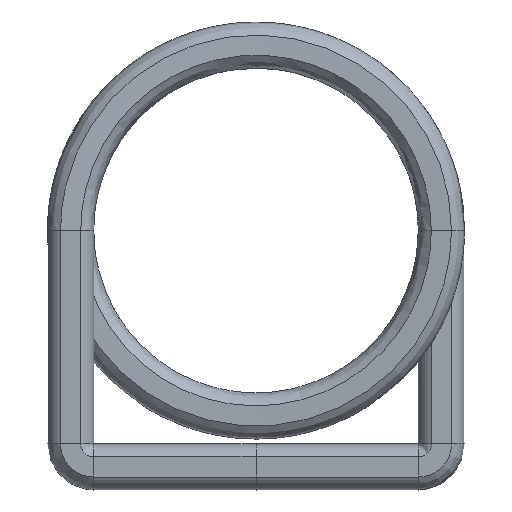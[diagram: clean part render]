
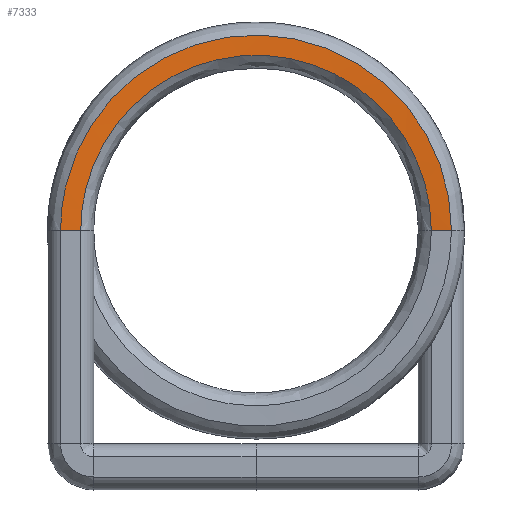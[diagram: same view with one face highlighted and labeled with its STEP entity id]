
A CAD part, left-side view. The second image highlights one B-rep face of the part: STEP entity #7333.
In plain terms, the highlighted free-form (B-spline) face has degree [1, 8] with [2, 15] control points.
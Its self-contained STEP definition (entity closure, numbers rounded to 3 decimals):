
#6457 = VERTEX_POINT('',#6458);
#6458 = CARTESIAN_POINT('',(-2.623,-2.109,
    2.8));
#6726 = VERTEX_POINT('',#6727);
#6727 = CARTESIAN_POINT('',(-2.623,-1.891,
    2.8));
#6751 = EDGE_CURVE('',#6457,#6726,#6752,.T.);
#6752 = B_SPLINE_CURVE_WITH_KNOTS('',1,(#6753,#6754),.UNSPECIFIED.,.F.,
  .F.,(2,2),(0.,0.218),.PIECEWISE_BEZIER_KNOTS.);
#6753 = CARTESIAN_POINT('',(-2.623,-2.109,
    2.8));
#6754 = CARTESIAN_POINT('',(-2.623,-1.891,
    2.8));
#7148 = EDGE_CURVE('',#6457,#7149,#7151,.T.);
#7149 = VERTEX_POINT('',#7150);
#7150 = CARTESIAN_POINT('',(-2.875,2.109,
    2.8));
#7151 = ( BOUNDED_CURVE() B_SPLINE_CURVE(9,(#7152,#7153,#7154,#7155,
    #7156,#7157,#7158,#7159,#7160,#7161,#7162,#7163,#7164,#7165,#7166,
#7167,#7168),.UNSPECIFIED.,.F.,.F.) B_SPLINE_CURVE_WITH_KNOTS((10,7,10),
(0.,1.576,3.152),.UNSPECIFIED.) CURVE() 
GEOMETRIC_REPRESENTATION_ITEM() RATIONAL_B_SPLINE_CURVE((1.065,
    1.065,1.065,1.065,1.065,
    1.065,1.065,1.065,1.065,
    1.065,1.065,1.065,1.065,
    1.065,1.065,1.065,1.065)) 
REPRESENTATION_ITEM('') );
#7152 = CARTESIAN_POINT('',(-2.623,-2.109,
    2.8));
#7153 = CARTESIAN_POINT('',(-2.637,-2.109,
    3.168));
#7154 = CARTESIAN_POINT('',(-2.651,-2.037,
    3.536));
#7155 = CARTESIAN_POINT('',(-2.665,-1.892,
    3.888));
#7156 = CARTESIAN_POINT('',(-2.679,-1.68,
    4.207));
#7157 = CARTESIAN_POINT('',(-2.693,-1.407,
    4.48));
#7158 = CARTESIAN_POINT('',(-2.707,-1.088,
    4.692));
#7159 = CARTESIAN_POINT('',(-2.721,-0.736,
    4.837));
#7160 = CARTESIAN_POINT('',(-2.749,0.,
    4.981));
#7161 = CARTESIAN_POINT('',(-2.777,0.736,4.837
    ));
#7162 = CARTESIAN_POINT('',(-2.791,1.088,4.692)
  );
#7163 = CARTESIAN_POINT('',(-2.805,1.407,
    4.48));
#7164 = CARTESIAN_POINT('',(-2.819,1.68,
    4.207));
#7165 = CARTESIAN_POINT('',(-2.833,1.892,
    3.888));
#7166 = CARTESIAN_POINT('',(-2.847,2.037,
    3.536));
#7167 = CARTESIAN_POINT('',(-2.861,2.109,3.168
    ));
#7168 = CARTESIAN_POINT('',(-2.875,2.109,
    2.8));
#7304 = EDGE_CURVE('',#7149,#7305,#7307,.T.);
#7305 = VERTEX_POINT('',#7306);
#7306 = CARTESIAN_POINT('',(-2.875,1.891,
    2.8));
#7307 = B_SPLINE_CURVE_WITH_KNOTS('',1,(#7308,#7309),.UNSPECIFIED.,.F.,
  .F.,(2,2),(0.,0.218),.PIECEWISE_BEZIER_KNOTS.);
#7308 = CARTESIAN_POINT('',(-2.875,2.109,
    2.8));
#7309 = CARTESIAN_POINT('',(-2.875,1.891,
    2.8));
#7333 = ADVANCED_FACE('',(#7334),#7357,.F.);
#7334 = FACE_BOUND('',#7335,.F.);
#7335 = EDGE_LOOP('',(#7336,#7337,#7338,#7356));
#7336 = ORIENTED_EDGE('',*,*,#7148,.F.);
#7337 = ORIENTED_EDGE('',*,*,#6751,.T.);
#7338 = ORIENTED_EDGE('',*,*,#7339,.T.);
#7339 = EDGE_CURVE('',#6726,#7305,#7340,.T.);
#7340 = B_SPLINE_CURVE_WITH_KNOTS('',8,(#7341,#7342,#7343,#7344,#7345,
    #7346,#7347,#7348,#7349,#7350,#7351,#7352,#7353,#7354,#7355),
  .UNSPECIFIED.,.F.,.F.,(9,6,9),(0.,1.576,3.152),
  .UNSPECIFIED.);
#7341 = CARTESIAN_POINT('',(-2.623,-1.891,
    2.8));
#7342 = CARTESIAN_POINT('',(-2.638,-1.891,
    3.171));
#7343 = CARTESIAN_POINT('',(-2.654,-1.808,
    3.543));
#7344 = CARTESIAN_POINT('',(-2.67,-1.641,
    3.892));
#7345 = CARTESIAN_POINT('',(-2.686,-1.398,
    4.198));
#7346 = CARTESIAN_POINT('',(-2.701,-1.092,
    4.441));
#7347 = CARTESIAN_POINT('',(-2.717,-0.743,
    4.608));
#7348 = CARTESIAN_POINT('',(-2.749,0.,
    4.774));
#7349 = CARTESIAN_POINT('',(-2.78,0.743,
    4.608));
#7350 = CARTESIAN_POINT('',(-2.796,1.092,
    4.441));
#7351 = CARTESIAN_POINT('',(-2.812,1.398,
    4.198));
#7352 = CARTESIAN_POINT('',(-2.828,1.641,
    3.892));
#7353 = CARTESIAN_POINT('',(-2.843,1.808,3.543)
  );
#7354 = CARTESIAN_POINT('',(-2.859,1.891,
    3.171));
#7355 = CARTESIAN_POINT('',(-2.875,1.891,
    2.8));
#7356 = ORIENTED_EDGE('',*,*,#7304,.F.);
#7357 = B_SPLINE_SURFACE_WITH_KNOTS('',1,8,(
    (#7358,#7359,#7360,#7361,#7362,#7363,#7364,#7365,#7366,#7367,#7368
      ,#7369,#7370,#7371,#7372)
    ,(#7373,#7374,#7375,#7376,#7377,#7378,#7379,#7380,#7381,#7382,#7383
      ,#7384,#7385,#7386,#7387
  )),.UNSPECIFIED.,.F.,.F.,.F.,(2,2),(9,6,9),(0.,0.218),(0.,
    1.576,3.152),.UNSPECIFIED.);
#7358 = CARTESIAN_POINT('',(-2.623,-2.109,
    2.8));
#7359 = CARTESIAN_POINT('',(-2.638,-2.109,
    3.214));
#7360 = CARTESIAN_POINT('',(-2.654,-2.016,
    3.628));
#7361 = CARTESIAN_POINT('',(-2.67,-1.83,
    4.018));
#7362 = CARTESIAN_POINT('',(-2.686,-1.559,
    4.359));
#7363 = CARTESIAN_POINT('',(-2.701,-1.218,
    4.63));
#7364 = CARTESIAN_POINT('',(-2.717,-0.828,
    4.816));
#7365 = CARTESIAN_POINT('',(-2.749,0.,
    5.002));
#7366 = CARTESIAN_POINT('',(-2.78,0.828,4.816
    ));
#7367 = CARTESIAN_POINT('',(-2.796,1.218,
    4.63));
#7368 = CARTESIAN_POINT('',(-2.812,1.559,
    4.359));
#7369 = CARTESIAN_POINT('',(-2.828,1.83,
    4.018));
#7370 = CARTESIAN_POINT('',(-2.843,2.016,3.628
    ));
#7371 = CARTESIAN_POINT('',(-2.859,2.109,
    3.214));
#7372 = CARTESIAN_POINT('',(-2.875,2.109,
    2.8));
#7373 = CARTESIAN_POINT('',(-2.623,-1.891,
    2.8));
#7374 = CARTESIAN_POINT('',(-2.638,-1.891,
    3.171));
#7375 = CARTESIAN_POINT('',(-2.654,-1.808,
    3.543));
#7376 = CARTESIAN_POINT('',(-2.67,-1.641,
    3.892));
#7377 = CARTESIAN_POINT('',(-2.686,-1.398,
    4.198));
#7378 = CARTESIAN_POINT('',(-2.701,-1.092,
    4.441));
#7379 = CARTESIAN_POINT('',(-2.717,-0.743,
    4.608));
#7380 = CARTESIAN_POINT('',(-2.749,0.,
    4.774));
#7381 = CARTESIAN_POINT('',(-2.78,0.743,
    4.608));
#7382 = CARTESIAN_POINT('',(-2.796,1.092,
    4.441));
#7383 = CARTESIAN_POINT('',(-2.812,1.398,
    4.198));
#7384 = CARTESIAN_POINT('',(-2.828,1.641,
    3.892));
#7385 = CARTESIAN_POINT('',(-2.843,1.808,3.543)
  );
#7386 = CARTESIAN_POINT('',(-2.859,1.891,
    3.171));
#7387 = CARTESIAN_POINT('',(-2.875,1.891,
    2.8));
